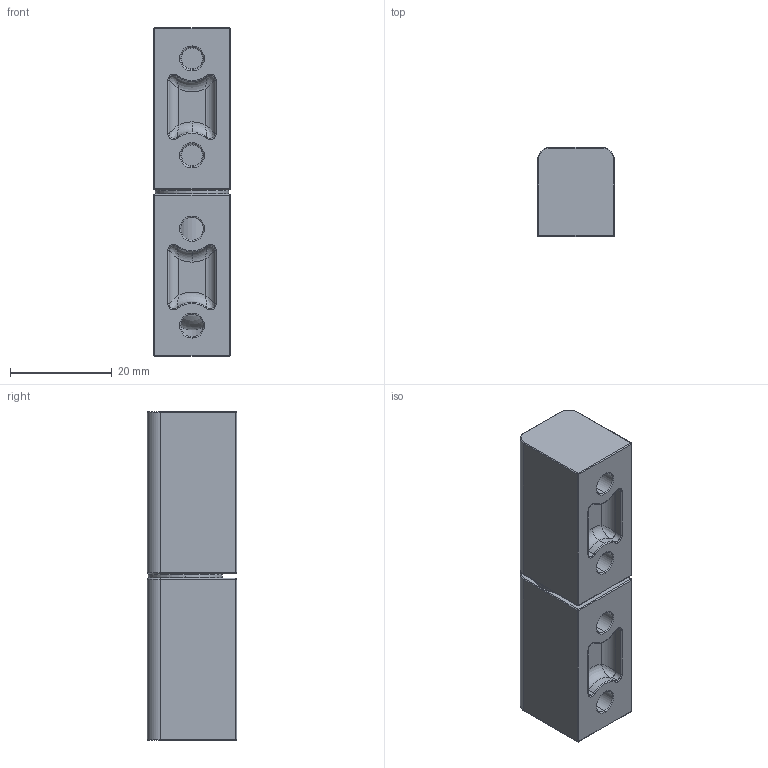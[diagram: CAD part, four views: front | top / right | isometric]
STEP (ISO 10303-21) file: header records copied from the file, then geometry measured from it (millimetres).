
FILE_DESCRIPTION (( 'STEP AP214' ), '1' );
FILE_NAME ('HGS-0417.STEP', '2019-05-28T08:38:00', ( '' ), ( '' ), 'SwSTEP 2.0', 'SolidWorks 2010', '' );
FILE_SCHEMA (( 'AUTOMOTIVE_DESIGN' ));
Length unit declared in the file: millimetre
Products named in the file (4): 鉸鏈公邊; 鉸鏈母邊; 墊片; HGS-0417
Assembly tree (3 placements, depth 2):
  HGS-0417
    鉸鏈母邊
    鉸鏈公邊
    墊片
Bounding box: 15 x 17.5 x 64.5 mm (x, y, z)
Volume: 14919.7 mm3; surface area: 7572.5 mm2
Topology: 3 solids, 3 shells, 242 faces, 557 edges, 301 vertices
Faces by surface type: cylinder 99, torus 82, plane 31, bspline 20, sphere 10
Entity records: 11793 total; most frequent: CARTESIAN_POINT 6276, DIRECTION 1267, ORIENTED_EDGE 1058, AXIS2_PLACEMENT_3D 554, EDGE_CURVE 529, CIRCLE 326, VERTEX_POINT 299, EDGE_LOOP 254
